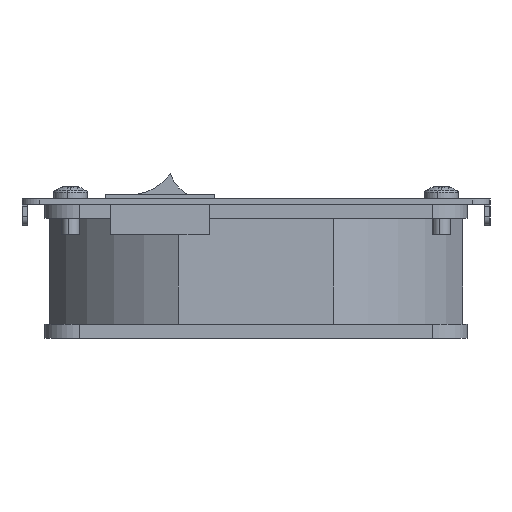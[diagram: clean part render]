
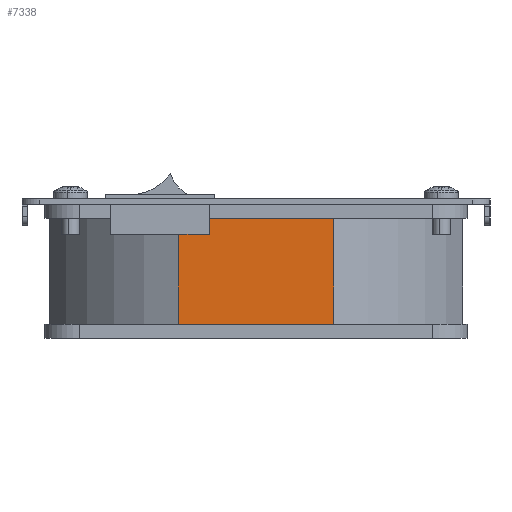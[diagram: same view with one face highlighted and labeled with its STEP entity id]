
A CAD part, left-side view. The second image highlights one B-rep face of the part: STEP entity #7338.
In plain terms, the highlighted planar face has unit normal (-1, 0, 0).
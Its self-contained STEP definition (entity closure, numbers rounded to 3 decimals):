
#135 = LINE ( 'NONE', #18194, #18125 ) ;
#575 = ORIENTED_EDGE ( 'NONE', *, *, #27081, .F. ) ;
#720 = CARTESIAN_POINT ( 'NONE',  ( -183.5, 22., -5.5 ) ) ;
#3279 = LINE ( 'NONE', #720, #28378 ) ;
#4025 = DIRECTION ( 'NONE',  ( -1., 0., 0. ) ) ;
#4190 = DIRECTION ( 'NONE',  ( 0., 0., 1. ) ) ;
#4585 = DIRECTION ( 'NONE',  ( 0., 0., 1. ) ) ;
#7338 = ADVANCED_FACE ( 'NONE', ( #22222 ), #16969, .T. ) ;
#8124 = CARTESIAN_POINT ( 'NONE',  ( -183.5, 22., -5.5 ) ) ;
#9167 = ORIENTED_EDGE ( 'NONE', *, *, #27460, .T. ) ;
#9389 = VERTEX_POINT ( 'NONE', #16935 ) ;
#10989 = VECTOR ( 'NONE', #30651, 1000. ) ;
#13002 = LINE ( 'NONE', #26088, #16111 ) ;
#13677 = DIRECTION ( 'NONE',  ( 0., -1., 0. ) ) ;
#16111 = VECTOR ( 'NONE', #31708, 1000. ) ;
#16752 = CARTESIAN_POINT ( 'NONE',  ( -183.5, -22., -5.5 ) ) ;
#16935 = CARTESIAN_POINT ( 'NONE',  ( -183.5, 22., -35.5 ) ) ;
#16969 = PLANE ( 'NONE',  #23129 ) ;
#18125 = VECTOR ( 'NONE', #4585, 1000. ) ;
#18194 = CARTESIAN_POINT ( 'NONE',  ( -183.5, -22., -35.5 ) ) ;
#18442 = VERTEX_POINT ( 'NONE', #8124 ) ;
#21713 = CARTESIAN_POINT ( 'NONE',  ( -183.5, -22., -35.5 ) ) ;
#22222 = FACE_OUTER_BOUND ( 'NONE', #29153, .T. ) ;
#22995 = CARTESIAN_POINT ( 'NONE',  ( -183.5, 22., -35.5 ) ) ;
#23129 = AXIS2_PLACEMENT_3D ( 'NONE', #27336, #4025, #4190 ) ;
#23335 = LINE ( 'NONE', #22995, #10989 ) ;
#24473 = VERTEX_POINT ( 'NONE', #21713 ) ;
#25558 = VERTEX_POINT ( 'NONE', #16752 ) ;
#26088 = CARTESIAN_POINT ( 'NONE',  ( -183.5, 22., -35.5 ) ) ;
#27081 = EDGE_CURVE ( 'NONE', #18442, #25558, #3279, .T. ) ;
#27336 = CARTESIAN_POINT ( 'NONE',  ( -183.5, 22., -35.5 ) ) ;
#27460 = EDGE_CURVE ( 'NONE', #9389, #24473, #23335, .T. ) ;
#28378 = VECTOR ( 'NONE', #13677, 1000. ) ;
#28755 = EDGE_CURVE ( 'NONE', #24473, #25558, #135, .T. ) ;
#29153 = EDGE_LOOP ( 'NONE', ( #575, #30274, #9167, #33001 ) ) ;
#30274 = ORIENTED_EDGE ( 'NONE', *, *, #31383, .F. ) ;
#30651 = DIRECTION ( 'NONE',  ( 0., -1., 0. ) ) ;
#31383 = EDGE_CURVE ( 'NONE', #9389, #18442, #13002, .T. ) ;
#31708 = DIRECTION ( 'NONE',  ( 0., 0., 1. ) ) ;
#33001 = ORIENTED_EDGE ( 'NONE', *, *, #28755, .T. ) ;
